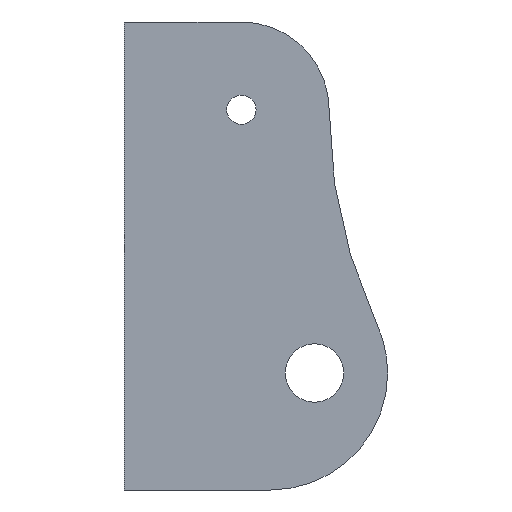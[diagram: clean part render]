
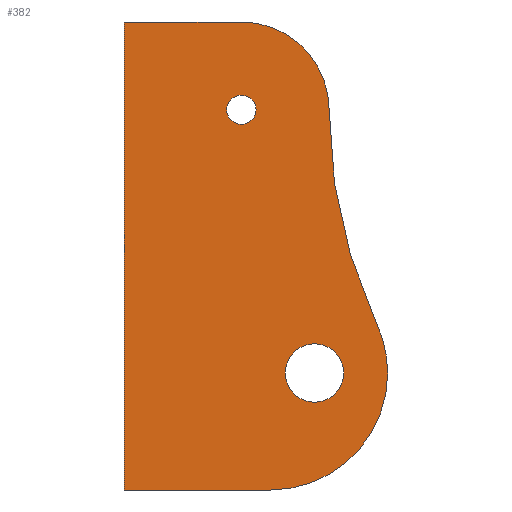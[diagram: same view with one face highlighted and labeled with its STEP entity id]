
A CAD part, left-side view. The second image highlights one B-rep face of the part: STEP entity #382.
In plain terms, the highlighted planar face has unit normal (-1, 0, 0).
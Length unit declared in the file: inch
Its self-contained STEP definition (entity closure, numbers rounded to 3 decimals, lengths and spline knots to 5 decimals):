
#3 = DIRECTION ( 'NONE',  ( 0., 0., 1. ) ) ;
#16 = DIRECTION ( 'NONE',  ( -1., 0., 0. ) ) ;
#30 = CARTESIAN_POINT ( 'NONE',  ( -0.25, -0.75, 1.25 ) ) ;
#48 = VECTOR ( 'NONE', #1230, 39.37008 ) ;
#51 = DIRECTION ( 'NONE',  ( -1., 0., 0. ) ) ;
#106 = EDGE_LOOP ( 'NONE', ( #940, #564 ) ) ;
#117 = VERTEX_POINT ( 'NONE', #960 ) ;
#125 = EDGE_CURVE ( 'NONE', #645, #601, #1308, .T. ) ;
#130 = VECTOR ( 'NONE', #224, 39.37008 ) ;
#135 = AXIS2_PLACEMENT_3D ( 'NONE', #366, #848, #803 ) ;
#153 = AXIS2_PLACEMENT_3D ( 'NONE', #1257, #585, #245 ) ;
#155 = EDGE_CURVE ( 'NONE', #837, #446, #508, .T. ) ;
#163 = CARTESIAN_POINT ( 'NONE',  ( -0.25, -5.8125, 1.25 ) ) ;
#171 = CARTESIAN_POINT ( 'NONE',  ( -0.25, -0.75, 1.25 ) ) ;
#180 = DIRECTION ( 'NONE',  ( 0., 0., 1. ) ) ;
#189 = LINE ( 'NONE', #1460, #48 ) ;
#201 = CIRCLE ( 'NONE', #766, 0.75 ) ;
#224 = DIRECTION ( 'NONE',  ( 0., 0., -1. ) ) ;
#245 = DIRECTION ( 'NONE',  ( 0., 0., 1. ) ) ;
#252 = VECTOR ( 'NONE', #1378, 39.37008 ) ;
#291 = DIRECTION ( 'NONE',  ( -1., 0., 0. ) ) ;
#299 = PLANE ( 'NONE',  #135 ) ;
#313 = VERTEX_POINT ( 'NONE', #1026 ) ;
#333 = EDGE_CURVE ( 'NONE', #852, #645, #853, .T. ) ;
#345 = CARTESIAN_POINT ( 'NONE',  ( -0.25, -1.375, -1. ) ) ;
#350 = ORIENTED_EDGE ( 'NONE', *, *, #531, .T. ) ;
#357 = AXIS2_PLACEMENT_3D ( 'NONE', #800, #1012, #3 ) ;
#359 = FACE_OUTER_BOUND ( 'NONE', #1127, .T. ) ;
#366 = CARTESIAN_POINT ( 'NONE',  ( -0.25, 0.25, 0. ) ) ;
#374 = EDGE_CURVE ( 'NONE', #313, #626, #201, .T. ) ;
#382 = ADVANCED_FACE ( 'NONE', ( #1371, #359, #1197 ), #299, .T. ) ;
#405 = VERTEX_POINT ( 'NONE', #517 ) ;
#406 = DIRECTION ( 'NONE',  ( -1., 0., 0. ) ) ;
#417 = CARTESIAN_POINT ( 'NONE',  ( -0.25, -1.375, -1.25 ) ) ;
#418 = EDGE_CURVE ( 'NONE', #1003, #405, #1291, .T. ) ;
#419 = EDGE_CURVE ( 'NONE', #446, #837, #1338, .T. ) ;
#446 = VERTEX_POINT ( 'NONE', #417 ) ;
#456 = CIRCLE ( 'NONE', #710, 4.3125 ) ;
#473 = CARTESIAN_POINT ( 'NONE',  ( -0.25, -0.75, 2. ) ) ;
#501 = AXIS2_PLACEMENT_3D ( 'NONE', #171, #822, #1294 ) ;
#508 = CIRCLE ( 'NONE', #1092, 0.25 ) ;
#517 = CARTESIAN_POINT ( 'NONE',  ( -0.25, -0.75, 1.375 ) ) ;
#531 = EDGE_CURVE ( 'NONE', #626, #1143, #189, .T. ) ;
#564 = ORIENTED_EDGE ( 'NONE', *, *, #708, .F. ) ;
#584 = ORIENTED_EDGE ( 'NONE', *, *, #333, .T. ) ;
#585 = DIRECTION ( 'NONE',  ( -1., 0., 0. ) ) ;
#593 = EDGE_CURVE ( 'NONE', #601, #117, #1249, .T. ) ;
#601 = VERTEX_POINT ( 'NONE', #905 ) ;
#626 = VERTEX_POINT ( 'NONE', #473 ) ;
#645 = VERTEX_POINT ( 'NONE', #1367 ) ;
#666 = ORIENTED_EDGE ( 'NONE', *, *, #155, .F. ) ;
#668 = DIRECTION ( 'NONE',  ( 0., 0., 1. ) ) ;
#708 = EDGE_CURVE ( 'NONE', #405, #1003, #1133, .T. ) ;
#710 = AXIS2_PLACEMENT_3D ( 'NONE', #163, #51, #1165 ) ;
#740 = DIRECTION ( 'NONE',  ( 0., 0., 1. ) ) ;
#743 = CARTESIAN_POINT ( 'NONE',  ( -0.25, 0.25, -2. ) ) ;
#745 = CARTESIAN_POINT ( 'NONE',  ( -0.25, -0.75, 1.25 ) ) ;
#766 = AXIS2_PLACEMENT_3D ( 'NONE', #745, #406, #180 ) ;
#771 = ORIENTED_EDGE ( 'NONE', *, *, #125, .T. ) ;
#800 = CARTESIAN_POINT ( 'NONE',  ( -0.25, -1., -1. ) ) ;
#803 = DIRECTION ( 'NONE',  ( 0., 0., 1. ) ) ;
#822 = DIRECTION ( 'NONE',  ( -1., 0., 0. ) ) ;
#827 = EDGE_CURVE ( 'NONE', #313, #117, #456, .T. ) ;
#837 = VERTEX_POINT ( 'NONE', #851 ) ;
#848 = DIRECTION ( 'NONE',  ( -1., 0., 0. ) ) ;
#849 = CARTESIAN_POINT ( 'NONE',  ( -0.25, -1., -1. ) ) ;
#851 = CARTESIAN_POINT ( 'NONE',  ( -0.25, -1.375, -0.75 ) ) ;
#852 = VERTEX_POINT ( 'NONE', #743 ) ;
#853 = LINE ( 'NONE', #1424, #252 ) ;
#905 = CARTESIAN_POINT ( 'NONE',  ( -0.25, -2., -1. ) ) ;
#906 = ORIENTED_EDGE ( 'NONE', *, *, #827, .F. ) ;
#940 = ORIENTED_EDGE ( 'NONE', *, *, #418, .F. ) ;
#960 = CARTESIAN_POINT ( 'NONE',  ( -0.25, -1.90588, -0.57647 ) ) ;
#1003 = VERTEX_POINT ( 'NONE', #1342 ) ;
#1012 = DIRECTION ( 'NONE',  ( -1., 0., 0. ) ) ;
#1026 = CARTESIAN_POINT ( 'NONE',  ( -0.25, -1.5, 1.25 ) ) ;
#1031 = ORIENTED_EDGE ( 'NONE', *, *, #1061, .T. ) ;
#1047 = AXIS2_PLACEMENT_3D ( 'NONE', #849, #291, #740 ) ;
#1055 = EDGE_LOOP ( 'NONE', ( #666, #1231 ) ) ;
#1061 = EDGE_CURVE ( 'NONE', #1143, #852, #1119, .T. ) ;
#1092 = AXIS2_PLACEMENT_3D ( 'NONE', #345, #1227, #668 ) ;
#1119 = LINE ( 'NONE', #1359, #130 ) ;
#1127 = EDGE_LOOP ( 'NONE', ( #771, #1387, #906, #1336, #350, #1031, #584 ) ) ;
#1133 = CIRCLE ( 'NONE', #501, 0.125 ) ;
#1143 = VERTEX_POINT ( 'NONE', #1281 ) ;
#1147 = AXIS2_PLACEMENT_3D ( 'NONE', #30, #16, #1306 ) ;
#1165 = DIRECTION ( 'NONE',  ( 0., 0., 1. ) ) ;
#1197 = FACE_BOUND ( 'NONE', #106, .T. ) ;
#1227 = DIRECTION ( 'NONE',  ( -1., 0., 0. ) ) ;
#1230 = DIRECTION ( 'NONE',  ( 0., 1., 0. ) ) ;
#1231 = ORIENTED_EDGE ( 'NONE', *, *, #419, .F. ) ;
#1249 = CIRCLE ( 'NONE', #357, 1. ) ;
#1257 = CARTESIAN_POINT ( 'NONE',  ( -0.25, -1.375, -1. ) ) ;
#1281 = CARTESIAN_POINT ( 'NONE',  ( -0.25, 0.25, 2. ) ) ;
#1291 = CIRCLE ( 'NONE', #1147, 0.125 ) ;
#1294 = DIRECTION ( 'NONE',  ( 0., 0., 1. ) ) ;
#1306 = DIRECTION ( 'NONE',  ( 0., 0., 1. ) ) ;
#1308 = CIRCLE ( 'NONE', #1047, 1. ) ;
#1336 = ORIENTED_EDGE ( 'NONE', *, *, #374, .T. ) ;
#1338 = CIRCLE ( 'NONE', #153, 0.25 ) ;
#1342 = CARTESIAN_POINT ( 'NONE',  ( -0.25, -0.75, 1.125 ) ) ;
#1359 = CARTESIAN_POINT ( 'NONE',  ( -0.25, 0.25, 0. ) ) ;
#1367 = CARTESIAN_POINT ( 'NONE',  ( -0.25, -1., -2. ) ) ;
#1371 = FACE_BOUND ( 'NONE', #1055, .T. ) ;
#1378 = DIRECTION ( 'NONE',  ( 0., -1., 0. ) ) ;
#1387 = ORIENTED_EDGE ( 'NONE', *, *, #593, .T. ) ;
#1424 = CARTESIAN_POINT ( 'NONE',  ( -0.25, 0.25, -2. ) ) ;
#1460 = CARTESIAN_POINT ( 'NONE',  ( -0.25, 0., 2. ) ) ;
